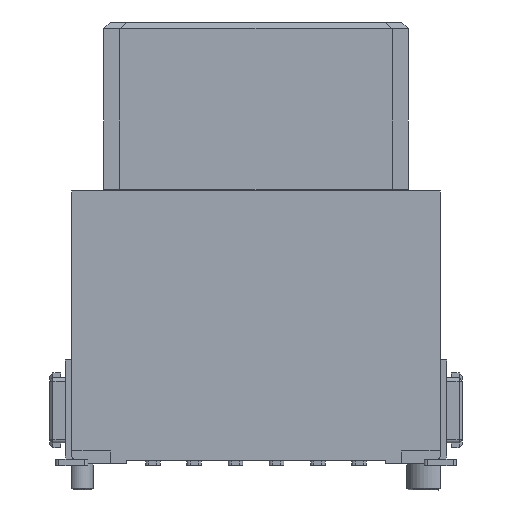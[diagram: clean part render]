
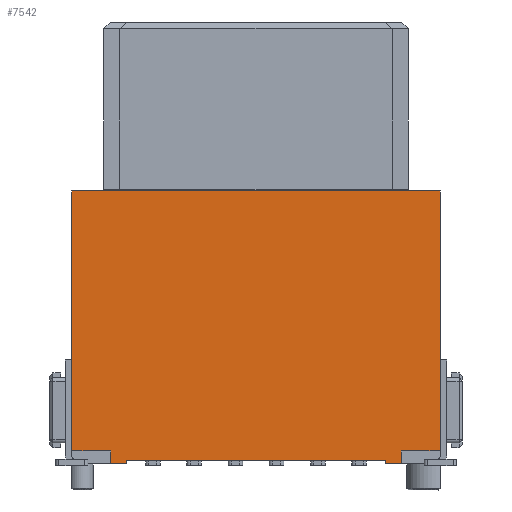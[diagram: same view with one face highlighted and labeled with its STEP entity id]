
A CAD part, front view. The second image highlights one B-rep face of the part: STEP entity #7542.
In plain terms, the highlighted planar face has unit normal (0, -1, 0).
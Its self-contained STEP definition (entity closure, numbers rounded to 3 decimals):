
#93=DIRECTION('',(1.,0.,0.));
#94=VECTOR('',#93,0.5);
#95=CARTESIAN_POINT('',(-4.47,-2.1,0.));
#96=LINE('',#95,#94);
#100=DIRECTION('',(1.,0.,0.));
#101=VECTOR('',#100,0.5);
#102=CARTESIAN_POINT('',(3.97,-2.1,0.));
#103=LINE('',#102,#101);
#212=DIRECTION('',(1.,0.,0.));
#213=VECTOR('',#212,7.94);
#214=CARTESIAN_POINT('',(-3.97,-2.1,0.1));
#215=LINE('',#214,#213);
#219=DIRECTION('',(0.,0.,1.));
#220=VECTOR('',#219,0.1);
#221=CARTESIAN_POINT('',(-3.97,-2.1,0.));
#222=LINE('',#221,#220);
#226=DIRECTION('',(0.,0.,1.));
#227=VECTOR('',#226,0.4);
#228=CARTESIAN_POINT('',(-4.47,-2.1,0.));
#229=LINE('',#228,#227);
#233=DIRECTION('',(1.,0.,0.));
#234=VECTOR('',#233,1.2);
#235=CARTESIAN_POINT('',(-5.67,-2.1,0.4));
#236=LINE('',#235,#234);
#240=DIRECTION('',(0.,0.,1.));
#241=VECTOR('',#240,8.);
#242=CARTESIAN_POINT('',(-5.67,-2.1,0.4));
#243=LINE('',#242,#241);
#247=DIRECTION('',(1.,0.,0.));
#248=VECTOR('',#247,11.34);
#249=CARTESIAN_POINT('',(-5.67,-2.1,8.4));
#250=LINE('',#249,#248);
#254=DIRECTION('',(1.,0.,0.));
#255=VECTOR('',#254,1.2);
#256=CARTESIAN_POINT('',(4.47,-2.1,0.4));
#257=LINE('',#256,#255);
#261=DIRECTION('',(0.,0.,1.));
#262=VECTOR('',#261,0.4);
#263=CARTESIAN_POINT('',(4.47,-2.1,0.));
#264=LINE('',#263,#262);
#268=DIRECTION('',(0.,0.,1.));
#269=VECTOR('',#268,0.1);
#270=CARTESIAN_POINT('',(3.97,-2.1,0.));
#271=LINE('',#270,#269);
#504=DIRECTION('',(0.,0.,1.));
#505=VECTOR('',#504,8.);
#506=CARTESIAN_POINT('',(5.67,-2.1,0.4));
#507=LINE('',#506,#505);
#6312=CARTESIAN_POINT('',(-5.67,-2.1,8.4));
#6313=CARTESIAN_POINT('',(5.67,-2.1,8.4));
#6314=VERTEX_POINT('',#6312);
#6315=VERTEX_POINT('',#6313);
#6325=CARTESIAN_POINT('',(5.67,-2.1,0.4));
#6327=VERTEX_POINT('',#6325);
#6343=CARTESIAN_POINT('',(-5.67,-2.1,0.4));
#6345=VERTEX_POINT('',#6343);
#6350=CARTESIAN_POINT('',(4.47,-2.1,0.));
#6352=VERTEX_POINT('',#6350);
#6366=CARTESIAN_POINT('',(-4.47,-2.1,0.));
#6367=VERTEX_POINT('',#6366);
#6368=CARTESIAN_POINT('',(-4.47,-2.1,0.4));
#6369=VERTEX_POINT('',#6368);
#6370=CARTESIAN_POINT('',(4.47,-2.1,0.4));
#6371=VERTEX_POINT('',#6370);
#7364=CARTESIAN_POINT('',(-3.97,-2.1,0.1));
#7365=CARTESIAN_POINT('',(3.97,-2.1,0.1));
#7366=VERTEX_POINT('',#7364);
#7367=VERTEX_POINT('',#7365);
#7368=CARTESIAN_POINT('',(-3.97,-2.1,0.));
#7369=VERTEX_POINT('',#7368);
#7370=CARTESIAN_POINT('',(3.97,-2.1,0.));
#7371=VERTEX_POINT('',#7370);
#7515=CARTESIAN_POINT('',(-5.67,-2.1,0.));
#7516=DIRECTION('',(0.,-1.,0.));
#7517=DIRECTION('',(1.,0.,0.));
#7518=AXIS2_PLACEMENT_3D('',#7515,#7516,#7517);
#7519=PLANE('',#7518);
#7520=ORIENTED_EDGE('',*,*,#7491,.F.);
#7521=ORIENTED_EDGE('',*,*,#7460,.F.);
#7522=ORIENTED_EDGE('',*,*,#7415,.F.);
#7524=ORIENTED_EDGE('',*,*,#7523,.T.);
#7526=ORIENTED_EDGE('',*,*,#7525,.F.);
#7528=ORIENTED_EDGE('',*,*,#7527,.T.);
#7530=ORIENTED_EDGE('',*,*,#7529,.T.);
#7532=ORIENTED_EDGE('',*,*,#7531,.F.);
#7534=ORIENTED_EDGE('',*,*,#7533,.F.);
#7536=ORIENTED_EDGE('',*,*,#7535,.F.);
#7537=ORIENTED_EDGE('',*,*,#7427,.F.);
#7539=ORIENTED_EDGE('',*,*,#7538,.T.);
#7540=EDGE_LOOP('',(#7520,#7521,#7522,#7524,#7526,#7528,#7530,#7532,#7534,#7536,
#7537,#7539));
#7541=FACE_OUTER_BOUND('',#7540,.F.);
#7542=ADVANCED_FACE('',(#7541),#7519,.T.);
#7415=EDGE_CURVE('',#6367,#7369,#96,.T.);
#7427=EDGE_CURVE('',#7371,#6352,#103,.T.);
#7460=EDGE_CURVE('',#7369,#7366,#222,.T.);
#7491=EDGE_CURVE('',#7366,#7367,#215,.T.);
#7523=EDGE_CURVE('',#6367,#6369,#229,.T.);
#7525=EDGE_CURVE('',#6345,#6369,#236,.T.);
#7527=EDGE_CURVE('',#6345,#6314,#243,.T.);
#7529=EDGE_CURVE('',#6314,#6315,#250,.T.);
#7531=EDGE_CURVE('',#6327,#6315,#507,.T.);
#7533=EDGE_CURVE('',#6371,#6327,#257,.T.);
#7535=EDGE_CURVE('',#6352,#6371,#264,.T.);
#7538=EDGE_CURVE('',#7371,#7367,#271,.T.);
